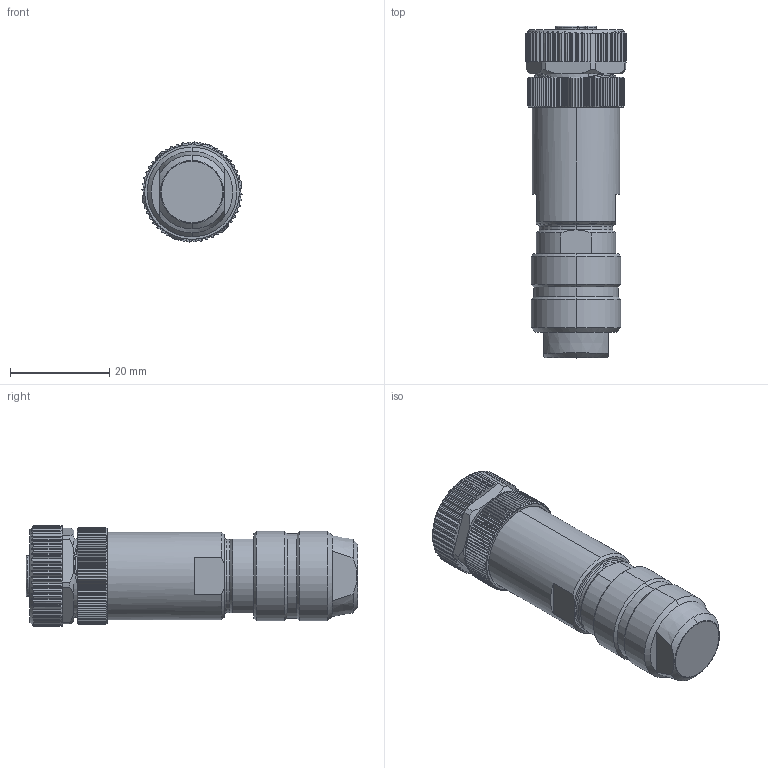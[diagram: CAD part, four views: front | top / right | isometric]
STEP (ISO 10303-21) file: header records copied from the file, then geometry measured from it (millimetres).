
FILE_DESCRIPTION((''),'2;1');
FILE_NAME('CAD-7247_ASM','2021-08-02T11:33:48',('creinig-se'),(''),'CREO PARAMETRIC BY PTC INC, 2019292','CREO PARAMETRIC BY PTC INC, 2019292','');
FILE_SCHEMA(('CONFIG_CONTROL_DESIGN','SHAPE_APPEARANCE_LAYERS_GROUPS'));
Length unit declared in the file: millimetre
Products named in the file (3): CAD-7247_ORING; CAD-7247_2; CAD-7247_ASM
Assembly tree (2 placements, depth 2):
  CAD-7247_ASM
    CAD-7247_ORING
    CAD-7247_2
Bounding box: 20.18 x 66.9 x 20.17 mm (x, y, z)
Volume: 15960.4 mm3; surface area: 5603 mm2
Topology: 2 solids, 2 shells, 852 faces, 2094 edges, 1255 vertices
Faces by surface type: plane 347, cylinder 243, cone 234, torus 14, bspline 12, sphere 2
Entity records: 34074 total; most frequent: CARTESIAN_POINT 7922, ORIENTED_EDGE 4184, DIRECTION 3828, PRESENTATION_STYLE_ASSIGNMENT 2141, STYLED_ITEM 2094, CURVE_STYLE 2092, EDGE_CURVE 2092, AXIS2_PLACEMENT_3D 1546
